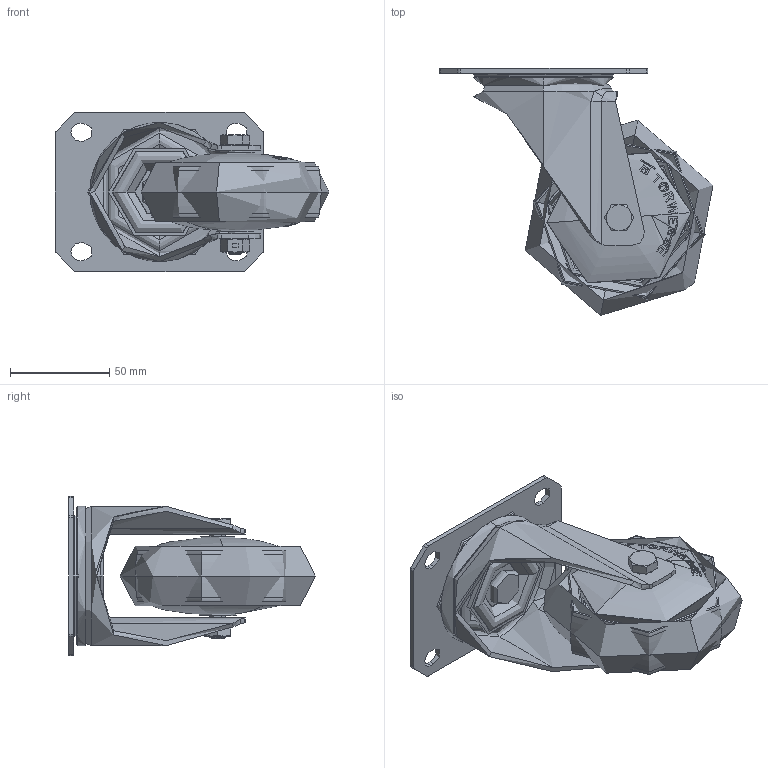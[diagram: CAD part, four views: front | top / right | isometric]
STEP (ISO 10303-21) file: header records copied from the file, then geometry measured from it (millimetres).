
FILE_DESCRIPTION (( 'STEP AP214' ), '1' );
FILE_NAME ('0055729.step', '2023-09-27T12:04:56', ( '' ), ( '' ), 'SwSTEP 2.0', 'SolidWorks 2020', '' );
FILE_SCHEMA (( 'AUTOMOTIVE_DESIGN' ));
Length unit declared in the file: millimetre
Products named in the file (1): 0055729
Bounding box: 137.7 x 124.12 x 80 mm (x, y, z)
Volume: 228811.9 mm3; surface area: 131583.8 mm2
Topology: 10 solids, 10 shells, 771 faces, 1856 edges, 1157 vertices
Faces by surface type: bspline 314, torus 172, cylinder 103, plane 102, cone 80
Entity records: 45486 total; most frequent: CARTESIAN_POINT 21366, ORIENTED_EDGE 3712, DIRECTION 2361, EDGE_CURVE 1856, VERTEX_POINT 1157, AXIS2_PLACEMENT_3D 1038, B_SPLINE_CURVE_WITH_KNOTS 978, EDGE_LOOP 851
